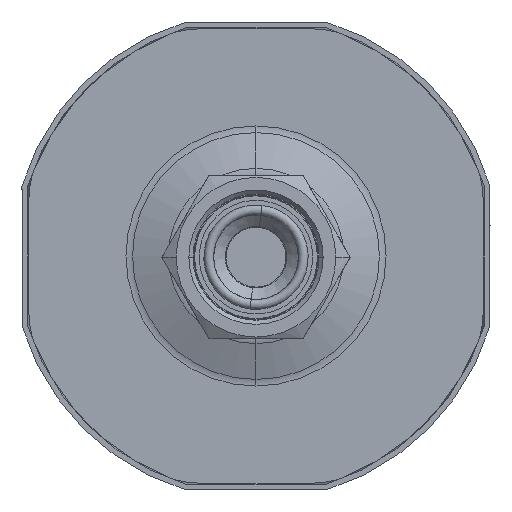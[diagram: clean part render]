
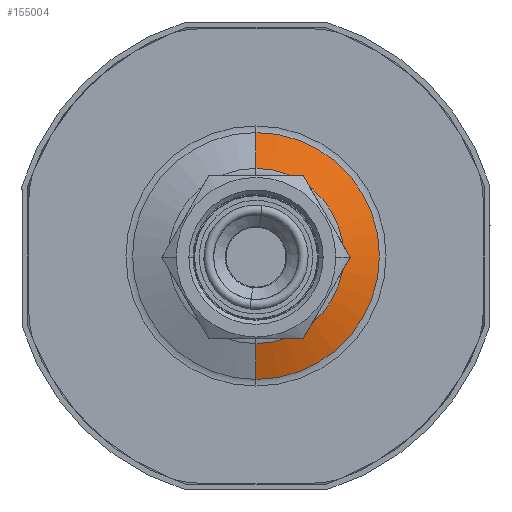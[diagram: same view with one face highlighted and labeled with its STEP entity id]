
A CAD part, front view. The second image highlights one B-rep face of the part: STEP entity #155004.
In plain terms, the highlighted conical face has half-angle 70 degrees and reference radius 13.97 mm.
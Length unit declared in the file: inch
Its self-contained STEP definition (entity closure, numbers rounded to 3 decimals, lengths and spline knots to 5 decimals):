
#764 = VERTEX_POINT ( 'NONE', #41294 ) ;
#6706 = DIRECTION ( 'NONE',  ( 0., 0.342, -0.94 ) ) ;
#11495 = DIRECTION ( 'NONE',  ( 0., -1., 0. ) ) ;
#16948 = VECTOR ( 'NONE', #23218, 39.37008 ) ;
#23218 = DIRECTION ( 'NONE',  ( 0., 0.342, 0.94 ) ) ;
#27046 = EDGE_CURVE ( 'NONE', #164226, #143912, #103068, .T. ) ;
#31550 = DIRECTION ( 'NONE',  ( 0., 1., 0. ) ) ;
#38537 = CARTESIAN_POINT ( 'NONE',  ( 0., 0.11154, 0.57071 ) ) ;
#41254 = AXIS2_PLACEMENT_3D ( 'NONE', #83251, #31550, #58680 ) ;
#41294 = CARTESIAN_POINT ( 'NONE',  ( 0., 0.19646, -0.80404 ) ) ;
#43951 = LINE ( 'NONE', #95636, #115256 ) ;
#43992 = ORIENTED_EDGE ( 'NONE', *, *, #27046, .T. ) ;
#53127 = ORIENTED_EDGE ( 'NONE', *, *, #123776, .T. ) ;
#58680 = DIRECTION ( 'NONE',  ( 0., 0., 1. ) ) ;
#59221 = CARTESIAN_POINT ( 'NONE',  ( 0., 0.19646, 0.80404 ) ) ;
#62575 = EDGE_LOOP ( 'NONE', ( #43992, #159114, #53127, #118374 ) ) ;
#63167 = DIRECTION ( 'NONE',  ( 0., 0., 1. ) ) ;
#83251 = CARTESIAN_POINT ( 'NONE',  ( 0., 0.104, 0. ) ) ;
#87616 = LINE ( 'NONE', #129029, #16948 ) ;
#89868 = CARTESIAN_POINT ( 'NONE',  ( 0., 0.11154, 0. ) ) ;
#95636 = CARTESIAN_POINT ( 'NONE',  ( 0., 0.104, -0.55 ) ) ;
#102567 = DIRECTION ( 'NONE',  ( 0., 1., 0. ) ) ;
#103068 = CIRCLE ( 'NONE', #162567, 0.57071 ) ;
#105264 = VERTEX_POINT ( 'NONE', #59221 ) ;
#111007 = CARTESIAN_POINT ( 'NONE',  ( 0., 0.11154, -0.57071 ) ) ;
#115256 = VECTOR ( 'NONE', #6706, 39.37008 ) ;
#118374 = ORIENTED_EDGE ( 'NONE', *, *, #157412, .F. ) ;
#123776 = EDGE_CURVE ( 'NONE', #764, #105264, #133456, .T. ) ;
#127527 = CARTESIAN_POINT ( 'NONE',  ( 0., 0.19646, 0. ) ) ;
#129029 = CARTESIAN_POINT ( 'NONE',  ( 0., 0.104, 0.55 ) ) ;
#133223 = FACE_OUTER_BOUND ( 'NONE', #62575, .T. ) ;
#133456 = CIRCLE ( 'NONE', #155109, 0.80404 ) ;
#143912 = VERTEX_POINT ( 'NONE', #111007 ) ;
#153395 = DIRECTION ( 'NONE',  ( 0., 0., -1. ) ) ;
#155004 = ADVANCED_FACE ( 'NONE', ( #133223 ), #157570, .T. ) ;
#155109 = AXIS2_PLACEMENT_3D ( 'NONE', #127527, #11495, #63167 ) ;
#157412 = EDGE_CURVE ( 'NONE', #164226, #105264, #87616, .T. ) ;
#157570 = CONICAL_SURFACE ( 'NONE', #41254, 0.55, 1.222 ) ;
#159114 = ORIENTED_EDGE ( 'NONE', *, *, #163048, .T. ) ;
#162567 = AXIS2_PLACEMENT_3D ( 'NONE', #89868, #102567, #153395 ) ;
#163048 = EDGE_CURVE ( 'NONE', #143912, #764, #43951, .T. ) ;
#164226 = VERTEX_POINT ( 'NONE', #38537 ) ;
